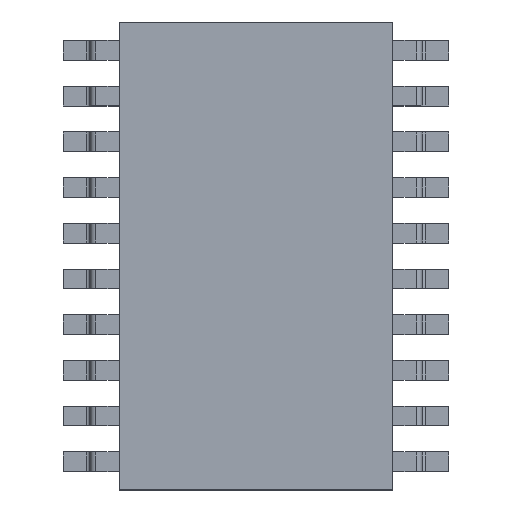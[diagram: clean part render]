
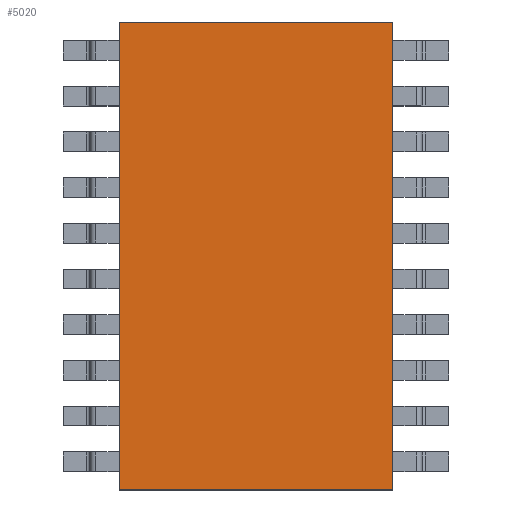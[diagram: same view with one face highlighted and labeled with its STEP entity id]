
A CAD part, top view. The second image highlights one B-rep face of the part: STEP entity #5020.
In plain terms, the highlighted planar face has unit normal (0, 0, 1).
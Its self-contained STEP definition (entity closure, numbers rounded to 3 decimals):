
#85 = CARTESIAN_POINT ( 'NONE',  ( -3.8, -6.5, 2.65 ) ) ;
#943 = VECTOR ( 'NONE', #2882, 1000. ) ;
#1150 = CARTESIAN_POINT ( 'NONE',  ( -3.8, -6.5, 2.65 ) ) ;
#1425 = EDGE_CURVE ( 'NONE', #3891, #8375, #5497, .T. ) ;
#1536 = ORIENTED_EDGE ( 'NONE', *, *, #3907, .T. ) ;
#1714 = CARTESIAN_POINT ( 'NONE',  ( 3.8, -6.5, 2.65 ) ) ;
#2138 = VERTEX_POINT ( 'NONE', #1714 ) ;
#2291 = LINE ( 'NONE', #6333, #7166 ) ;
#2384 = CARTESIAN_POINT ( 'NONE',  ( 3.8, -6.5, 2.65 ) ) ;
#2882 = DIRECTION ( 'NONE',  ( 1., 0., 0. ) ) ;
#3121 = DIRECTION ( 'NONE',  ( 0., 1., 0. ) ) ;
#3390 = CARTESIAN_POINT ( 'NONE',  ( 3.8, 6.5, 2.65 ) ) ;
#3460 = ORIENTED_EDGE ( 'NONE', *, *, #1425, .T. ) ;
#3631 = DIRECTION ( 'NONE',  ( 0., 0., 1. ) ) ;
#3891 = VERTEX_POINT ( 'NONE', #5694 ) ;
#3907 = EDGE_CURVE ( 'NONE', #2138, #4252, #6523, .T. ) ;
#4252 = VERTEX_POINT ( 'NONE', #3390 ) ;
#4302 = ORIENTED_EDGE ( 'NONE', *, *, #7876, .T. ) ;
#4366 = DIRECTION ( 'NONE',  ( 1., 0., 0. ) ) ;
#4388 = VECTOR ( 'NONE', #3121, 1000. ) ;
#4589 = EDGE_LOOP ( 'NONE', ( #6718, #1536, #4302, #3460 ) ) ;
#4770 = AXIS2_PLACEMENT_3D ( 'NONE', #7862, #3631, #4366 ) ;
#4812 = CARTESIAN_POINT ( 'NONE',  ( -3.8, 6.5, 2.65 ) ) ;
#5020 = ADVANCED_FACE ( 'NONE', ( #7683 ), #6295, .T. ) ;
#5486 = EDGE_CURVE ( 'NONE', #8375, #2138, #5550, .T. ) ;
#5497 = LINE ( 'NONE', #4812, #7345 ) ;
#5550 = LINE ( 'NONE', #85, #943 ) ;
#5694 = CARTESIAN_POINT ( 'NONE',  ( -3.8, 6.5, 2.65 ) ) ;
#6056 = DIRECTION ( 'NONE',  ( 0., -1., 0. ) ) ;
#6295 = PLANE ( 'NONE',  #4770 ) ;
#6333 = CARTESIAN_POINT ( 'NONE',  ( 3.8, 6.5, 2.65 ) ) ;
#6523 = LINE ( 'NONE', #2384, #4388 ) ;
#6718 = ORIENTED_EDGE ( 'NONE', *, *, #5486, .T. ) ;
#7166 = VECTOR ( 'NONE', #9131, 1000. ) ;
#7345 = VECTOR ( 'NONE', #6056, 1000. ) ;
#7683 = FACE_OUTER_BOUND ( 'NONE', #4589, .T. ) ;
#7862 = CARTESIAN_POINT ( 'NONE',  ( -3.8, -6.5, 2.65 ) ) ;
#7876 = EDGE_CURVE ( 'NONE', #4252, #3891, #2291, .T. ) ;
#8375 = VERTEX_POINT ( 'NONE', #1150 ) ;
#9131 = DIRECTION ( 'NONE',  ( -1., 0., 0. ) ) ;
